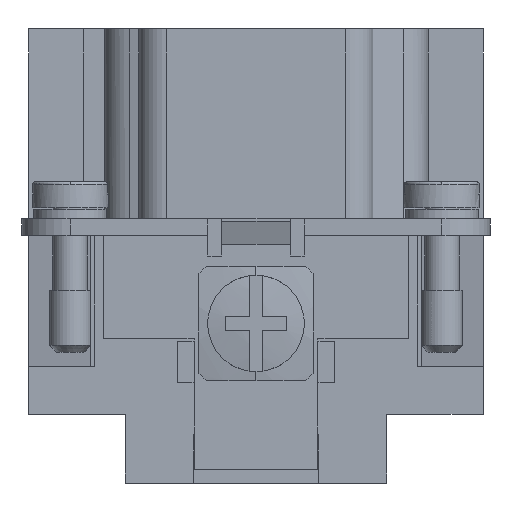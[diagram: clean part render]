
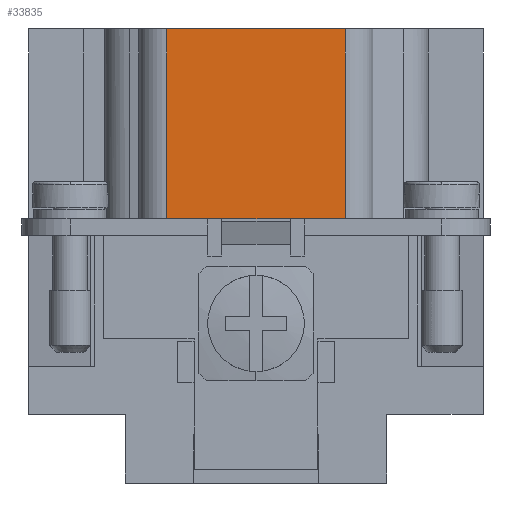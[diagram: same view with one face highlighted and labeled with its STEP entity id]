
A CAD part, left-side view. The second image highlights one B-rep face of the part: STEP entity #33835.
In plain terms, the highlighted planar face has unit normal (-1, 0, 0).
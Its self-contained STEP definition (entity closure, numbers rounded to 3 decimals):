
#30346=CARTESIAN_POINT('',(-41.5,6.5,33.0));
#30347=VERTEX_POINT('',#30346);
#30355=CARTESIAN_POINT('',(-41.5,-6.5,33.0));
#30356=VERTEX_POINT('',#30355);
#30357=CARTESIAN_POINT('',(-41.5,-6.5,33.0));
#30358=DIRECTION('',(0.0,1.0,0.0));
#30359=VECTOR('',#30358,13.);
#30360=LINE('',#30357,#30359);
#30361=EDGE_CURVE('',#30356,#30347,#30360,.T.);
#32776=CARTESIAN_POINT('',(-41.5,-3.5,19.2));
#32777=VERTEX_POINT('',#32776);
#32784=CARTESIAN_POINT('',(-41.5,3.5,19.2));
#32785=VERTEX_POINT('',#32784);
#32786=CARTESIAN_POINT('',(-41.5,3.5,19.2));
#32787=DIRECTION('',(0.0,-1.0,0.0));
#32788=VECTOR('',#32787,7.);
#32789=LINE('',#32786,#32788);
#32790=EDGE_CURVE('',#32785,#32777,#32789,.T.);
#33786=CARTESIAN_POINT('',(-41.5,-6.5,19.2));
#33787=VERTEX_POINT('',#33786);
#33788=CARTESIAN_POINT('',(-41.5,-6.5,19.2));
#33789=DIRECTION('',(0.0,0.0,1.0));
#33790=VECTOR('',#33789,13.8);
#33791=LINE('',#33788,#33790);
#33792=EDGE_CURVE('',#33787,#30356,#33791,.T.);
#33805=CARTESIAN_POINT('',(-41.5,-6.5,19.2));
#33806=DIRECTION('',(-1.0,0.0,0.0));
#33807=DIRECTION('',(0.0,0.0,1.0));
#33808=AXIS2_PLACEMENT_3D('',#33805,#33806,#33807);
#33809=PLANE('',#33808);
#33810=ORIENTED_EDGE('',*,*,#30361,.T.);
#33811=CARTESIAN_POINT('',(-41.5,6.5,19.2));
#33812=VERTEX_POINT('',#33811);
#33813=CARTESIAN_POINT('',(-41.5,6.5,19.2));
#33814=DIRECTION('',(0.0,0.0,1.0));
#33815=VECTOR('',#33814,13.8);
#33816=LINE('',#33813,#33815);
#33817=EDGE_CURVE('',#33812,#30347,#33816,.T.);
#33818=ORIENTED_EDGE('',*,*,#33817,.F.);
#33819=CARTESIAN_POINT('',(-41.5,3.5,19.2));
#33820=DIRECTION('',(0.0,1.0,0.0));
#33821=VECTOR('',#33820,3.);
#33822=LINE('',#33819,#33821);
#33823=EDGE_CURVE('',#32785,#33812,#33822,.T.);
#33824=ORIENTED_EDGE('',*,*,#33823,.F.);
#33825=ORIENTED_EDGE('',*,*,#32790,.T.);
#33826=CARTESIAN_POINT('',(-41.5,-6.5,19.2));
#33827=DIRECTION('',(0.0,1.0,0.0));
#33828=VECTOR('',#33827,3.);
#33829=LINE('',#33826,#33828);
#33830=EDGE_CURVE('',#33787,#32777,#33829,.T.);
#33831=ORIENTED_EDGE('',*,*,#33830,.F.);
#33832=ORIENTED_EDGE('',*,*,#33792,.T.);
#33833=EDGE_LOOP('',(#33810,#33818,#33824,#33825,#33831,#33832));
#33834=FACE_OUTER_BOUND('',#33833,.T.);
#33835=ADVANCED_FACE('',(#33834),#33809,.T.);
